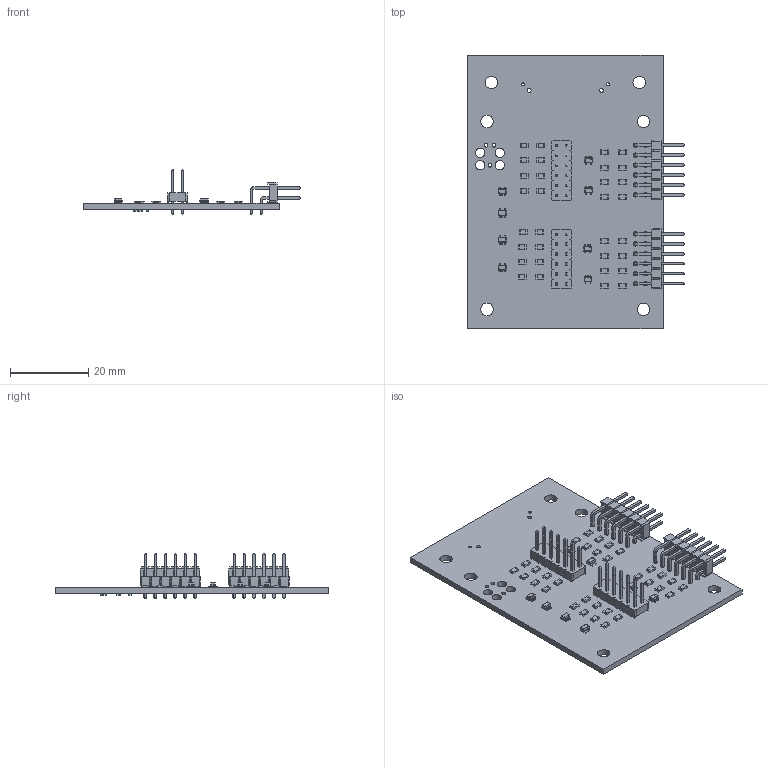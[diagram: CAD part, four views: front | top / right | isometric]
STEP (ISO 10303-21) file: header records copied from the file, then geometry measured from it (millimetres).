
FILE_DESCRIPTION(('Open CASCADE Model'),'2;1');
FILE_NAME('Open CASCADE Shape Model','2024-01-17T21:23:23',('Author'),( 'Open CASCADE'),'Open CASCADE STEP processor 7.5','Open CASCADE 7.5' ,'Unknown');
FILE_SCHEMA(('AUTOMOTIVE_DESIGN { 1 0 10303 214 1 1 1 1 }'));
Length unit declared in the file: millimetre
Products named in the file (82): PCB; Board; Open CASCADE STEP translator 7.5 1.1.1; R48; 6051082704; term1; term2; body; R47; 6051082864; R46; R45; R44; R43; R42; R41; R38; R37; R36; R35; R34; R33; R32; R31; R28; R27; R26; R25; R24; R23; R22; R21; R18; R17; R16; R15; R14; R13; R12; R11 ...
Assembly tree (148 placements, depth 4):
  PCB
    Board
      Open CASCADE STEP translator 7.5 1.1.1
    R48
      6051082704
        term1
        term2
        body
    R47
      6051082864
        term1
        term2
        body
    R46
      6051082704
        term1
        term2
        body
    R45
      6051082864
        term1
        term2
        body
    R44
      6051082704
        term1
        term2
        body
    R43
      6051082864
        term1
        term2
        body
    R42
      6051082704
        term1
        term2
        body
    R41
      6051082864
        term1
        term2
        body
    R38
      6051082704
        term1
        term2
        body
    R37
      6051082864
        term1
        term2
        body
    R36
      6051082704
        term1
        term2
        body
    R35
      6051082864
Bounding box: 55.49 x 70 x 11.55 mm (x, y, z)
Volume: 6219.1 mm3; surface area: 11092.3 mm2
Topology: 209 solids, 209 shells, 2647 faces, 6151 edges, 3930 vertices
Faces by surface type: plane 2342, cylinder 305
Full cylindrical faces by diameter (mm): 0.156 x8, 0.8 x2, 0.99 x3, 1.02 x2, 1.1 x48, 2.374 x4, 3.2 x6
Entity records: 22084 total; most frequent: CARTESIAN_POINT 3245, DIRECTION 3201, ORIENTED_EDGE 3038, EDGE_CURVE 1519, LINE 1301, VECTOR 1301, VERTEX_POINT 994, AXIS2_PLACEMENT_3D 950
